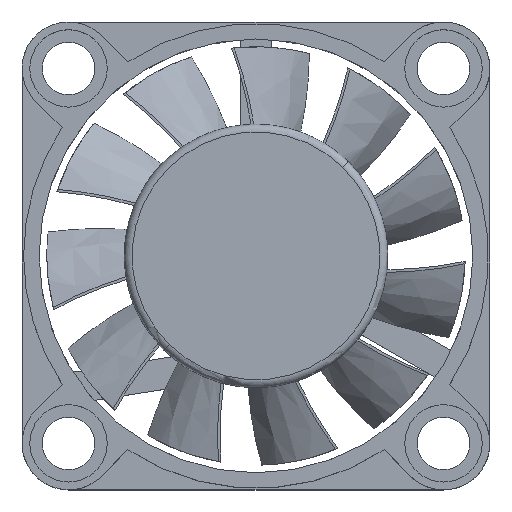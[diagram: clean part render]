
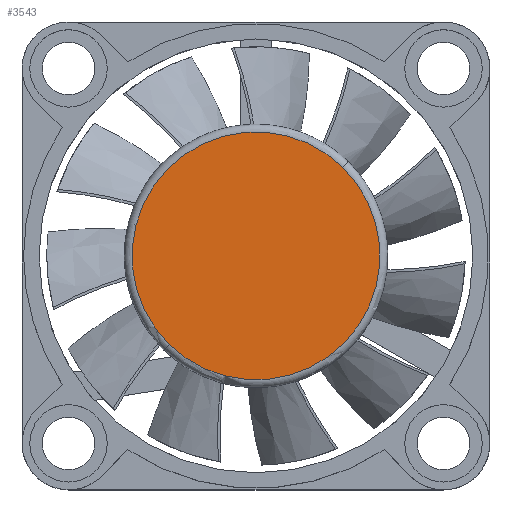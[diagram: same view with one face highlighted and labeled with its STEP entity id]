
A CAD part, top view. The second image highlights one B-rep face of the part: STEP entity #3543.
In plain terms, the highlighted planar face has unit normal (0, 0, 1).
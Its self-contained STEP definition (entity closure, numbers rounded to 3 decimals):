
#775 = FACE_OUTER_BOUND ( 'NONE', #7214, .T. ) ;
#823 = CIRCLE ( 'NONE', #1333, 8. ) ;
#1013 = CIRCLE ( 'NONE', #1435, 8. ) ;
#1289 = EDGE_CURVE ( 'NONE', #4544, #4545, #823, .T. ) ;
#1333 = AXIS2_PLACEMENT_3D ( 'NONE', #3658, #3659, #3660 ) ;
#1384 = AXIS2_PLACEMENT_3D ( 'NONE', #4826, #4831, #4832 ) ;
#1435 = AXIS2_PLACEMENT_3D ( 'NONE', #6585, #6586, #3446 ) ;
#1592 = ORIENTED_EDGE ( 'NONE', *, *, #3944, .T. ) ;
#1594 = ORIENTED_EDGE ( 'NONE', *, *, #1289, .T. ) ;
#3446 = DIRECTION ( 'NONE',  ( 1., 0., 0. ) ) ;
#3543 = ADVANCED_FACE ( 'NONE', ( #775 ), #4824, .T. ) ;
#3658 = CARTESIAN_POINT ( 'NONE',  ( 0., 0., 3.5 ) ) ;
#3659 = DIRECTION ( 'NONE',  ( 0., 0., 1. ) ) ;
#3660 = DIRECTION ( 'NONE',  ( 1., 0., 0. ) ) ;
#3944 = EDGE_CURVE ( 'NONE', #4545, #4544, #1013, .T. ) ;
#4544 = VERTEX_POINT ( 'NONE', #5934 ) ;
#4545 = VERTEX_POINT ( 'NONE', #5898 ) ;
#4824 = PLANE ( 'NONE',  #1384 ) ;
#4826 = CARTESIAN_POINT ( 'NONE',  ( 3.894, -12.351, 3.5 ) ) ;
#4831 = DIRECTION ( 'NONE',  ( 0., 0., 1. ) ) ;
#4832 = DIRECTION ( 'NONE',  ( -0.142, 0.99, 0. ) ) ;
#5898 = CARTESIAN_POINT ( 'NONE',  ( 8., 0., 3.5 ) ) ;
#5934 = CARTESIAN_POINT ( 'NONE',  ( -8., 0., 3.5 ) ) ;
#6585 = CARTESIAN_POINT ( 'NONE',  ( 0., 0., 3.5 ) ) ;
#6586 = DIRECTION ( 'NONE',  ( 0., 0., 1. ) ) ;
#7214 = EDGE_LOOP ( 'NONE', ( #1592, #1594 ) ) ;
